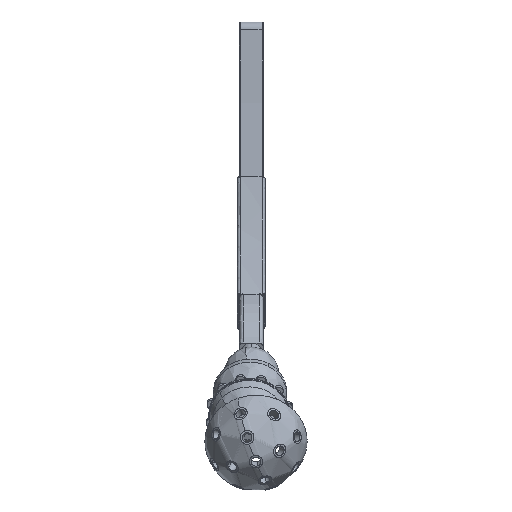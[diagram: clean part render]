
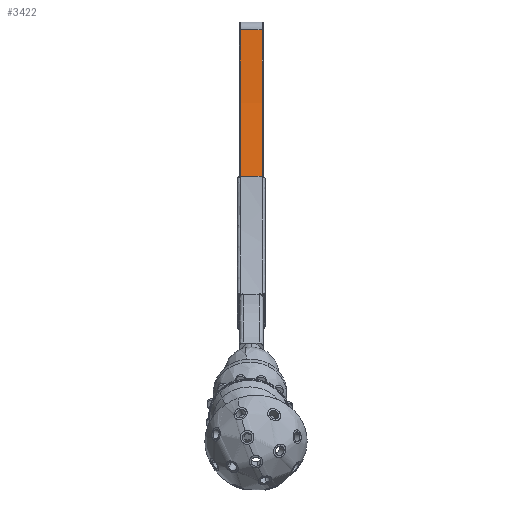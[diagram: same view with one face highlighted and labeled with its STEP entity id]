
A CAD part, left-side view. The second image highlights one B-rep face of the part: STEP entity #3422.
In plain terms, the highlighted free-form (B-spline) face has degree [2, 1] with [3, 2] control points.
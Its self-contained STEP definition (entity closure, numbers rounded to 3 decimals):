
#397 = VERTEX_POINT('',#398);
#398 = CARTESIAN_POINT('',(4.918,2.683,75.794
    ));
#458 = VERTEX_POINT('',#459);
#459 = CARTESIAN_POINT('',(4.918,-6.548,
    75.794));
#1961 = VERTEX_POINT('',#1962);
#1962 = CARTESIAN_POINT('',(1.981,2.683,
    13.475));
#1968 = EDGE_CURVE('',#1961,#1969,#1971,.T.);
#1969 = VERTEX_POINT('',#1970);
#1970 = CARTESIAN_POINT('',(1.981,-6.548,
    13.475));
#1971 = B_SPLINE_CURVE_WITH_KNOTS('',1,(#1972,#1973),.UNSPECIFIED.,.F.,
  .F.,(2,2),(0.5,11.5),.PIECEWISE_BEZIER_KNOTS.);
#1972 = CARTESIAN_POINT('',(1.981,2.683,
    13.475));
#1973 = CARTESIAN_POINT('',(1.981,-6.548,
    13.475));
#3422 = ADVANCED_FACE('',(#3423),#3443,.F.);
#3423 = FACE_BOUND('',#3424,.F.);
#3424 = EDGE_LOOP('',(#3425,#3431,#3436,#3442));
#3425 = ORIENTED_EDGE('',*,*,#3426,.F.);
#3426 = EDGE_CURVE('',#397,#1961,#3427,.T.);
#3427 = ( BOUNDED_CURVE() B_SPLINE_CURVE(2,(#3428,#3429,#3430),
.UNSPECIFIED.,.F.,.F.) B_SPLINE_CURVE_WITH_KNOTS((3,3),(1.571,
1.664),.PIECEWISE_BEZIER_KNOTS.) CURVE() 
GEOMETRIC_REPRESENTATION_ITEM() RATIONAL_B_SPLINE_CURVE((1.,
0.999,1.)) REPRESENTATION_ITEM('') );
#3428 = CARTESIAN_POINT('',(4.918,2.683,
    75.794));
#3429 = CARTESIAN_POINT('',(4.899,2.683,44.566
    ));
#3430 = CARTESIAN_POINT('',(1.981,2.683,
    13.475));
#3431 = ORIENTED_EDGE('',*,*,#3432,.T.);
#3432 = EDGE_CURVE('',#397,#458,#3433,.T.);
#3433 = B_SPLINE_CURVE_WITH_KNOTS('',1,(#3434,#3435),.UNSPECIFIED.,.F.,
  .F.,(2,2),(0.5,11.5),.PIECEWISE_BEZIER_KNOTS.);
#3434 = CARTESIAN_POINT('',(4.918,2.683,
    75.794));
#3435 = CARTESIAN_POINT('',(4.918,-6.548,
    75.794));
#3436 = ORIENTED_EDGE('',*,*,#3437,.F.);
#3437 = EDGE_CURVE('',#1969,#458,#3438,.T.);
#3438 = ( BOUNDED_CURVE() B_SPLINE_CURVE(2,(#3439,#3440,#3441),
.UNSPECIFIED.,.F.,.F.) B_SPLINE_CURVE_WITH_KNOTS((3,3),(4.619,
4.712),.PIECEWISE_BEZIER_KNOTS.) CURVE() 
GEOMETRIC_REPRESENTATION_ITEM() RATIONAL_B_SPLINE_CURVE((1.,
0.999,1.)) REPRESENTATION_ITEM('') );
#3439 = CARTESIAN_POINT('',(1.981,-6.548,
    13.475));
#3440 = CARTESIAN_POINT('',(4.899,-6.548,
    44.566));
#3441 = CARTESIAN_POINT('',(4.918,-6.548,
    75.794));
#3442 = ORIENTED_EDGE('',*,*,#1968,.F.);
#3443 = ( BOUNDED_SURFACE() B_SPLINE_SURFACE(2,1,(
    (#3444,#3445)
    ,(#3446,#3447)
    ,(#3448,#3449
)),.UNSPECIFIED.,.F.,.F.,.F.) B_SPLINE_SURFACE_WITH_KNOTS((3,3),(2,2),(
    1.477,1.57),(0.5,11.5),.PIECEWISE_BEZIER_KNOTS.) 
GEOMETRIC_REPRESENTATION_ITEM() RATIONAL_B_SPLINE_SURFACE((
    (1.,1.)
    ,(0.999,0.999)
,(1.,1.))) REPRESENTATION_ITEM('') SURFACE() );
#3444 = CARTESIAN_POINT('',(1.981,2.683,
    13.475));
#3445 = CARTESIAN_POINT('',(1.981,-6.548,
    13.475));
#3446 = CARTESIAN_POINT('',(4.899,2.683,44.566
    ));
#3447 = CARTESIAN_POINT('',(4.899,-6.548,
    44.566));
#3448 = CARTESIAN_POINT('',(4.918,2.683,
    75.794));
#3449 = CARTESIAN_POINT('',(4.918,-6.548,
    75.794));
